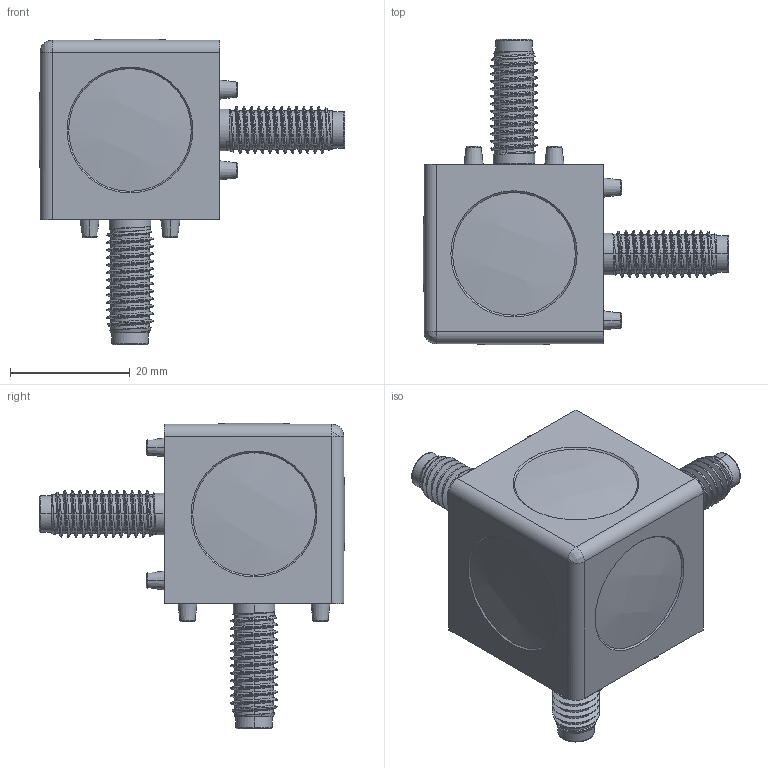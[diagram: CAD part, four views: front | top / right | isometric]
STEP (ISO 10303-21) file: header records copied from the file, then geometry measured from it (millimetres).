
FILE_DESCRIPTION (( 'STEP AP203' ), '1' );
FILE_NAME ('093ww304n08rs.STEP', '2014-02-10T16:19:31', ( 'Fath' ), ( 'Hewlett-Packard Company' ), 'SwSTEP 2.0', 'SolidWorks 2014', '' );
FILE_SCHEMA (( 'CONFIG_CONTROL_DESIGN' ));
Length unit declared in the file: millimetre
Products named in the file (1): 093ww304n08rs
Bounding box: 50.99 x 50.99 x 50.99 mm (x, y, z)
Volume: 19596.4 mm3; surface area: 14482.2 mm2
Topology: 7 solids, 7 shells, 516 faces, 1390 edges, 902 vertices
Faces by surface type: cylinder 210, cone 114, plane 100, bspline 92
Entity records: 26315 total; most frequent: CARTESIAN_POINT 14700, ORIENTED_EDGE 2768, DIRECTION 2123, EDGE_CURVE 1384, VERTEX_POINT 902, AXIS2_PLACEMENT_3D 844, EDGE_LOOP 546, ADVANCED_FACE 516
